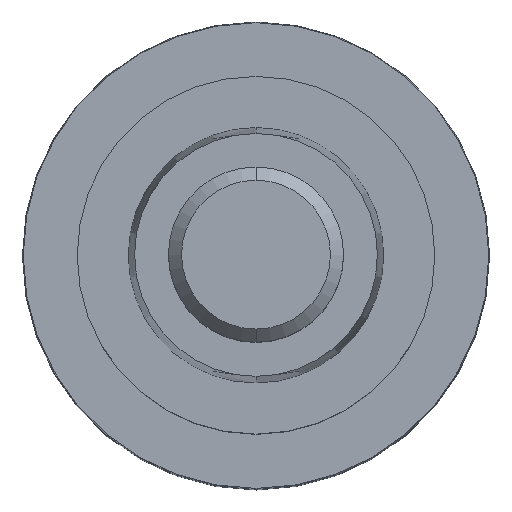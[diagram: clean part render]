
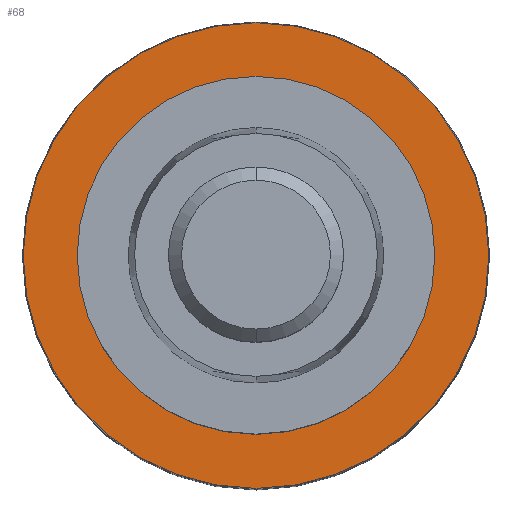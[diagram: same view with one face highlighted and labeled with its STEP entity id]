
A CAD part, top view. The second image highlights one B-rep face of the part: STEP entity #68.
In plain terms, the highlighted planar face has unit normal (0, 0, 1).
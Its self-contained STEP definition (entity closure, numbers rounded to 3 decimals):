
#32=FACE_BOUND('',#109,.T.);
#33=FACE_BOUND('',#110,.T.);
#57=PLANE('',#403);
#68=ADVANCED_FACE('',(#32,#33),#57,.F.);
#109=EDGE_LOOP('',(#170,#171));
#110=EDGE_LOOP('',(#172,#173));
#129=CIRCLE('',#395,15.95);
#133=CIRCLE('',#400,15.95);
#134=CIRCLE('',#401,12.25);
#135=CIRCLE('',#402,12.25);
#170=ORIENTED_EDGE('',*,*,#245,.F.);
#171=ORIENTED_EDGE('',*,*,#249,.F.);
#172=ORIENTED_EDGE('',*,*,#250,.F.);
#173=ORIENTED_EDGE('',*,*,#251,.F.);
#220=VERTEX_POINT('',#576);
#222=VERTEX_POINT('',#579);
#224=VERTEX_POINT('',#664);
#225=VERTEX_POINT('',#665);
#245=EDGE_CURVE('',#220,#222,#129,.T.);
#249=EDGE_CURVE('',#222,#220,#133,.T.);
#250=EDGE_CURVE('',#224,#225,#134,.T.);
#251=EDGE_CURVE('',#225,#224,#135,.T.);
#395=AXIS2_PLACEMENT_3D('',#578,#473,#474);
#400=AXIS2_PLACEMENT_3D('',#613,#483,#484);
#401=AXIS2_PLACEMENT_3D('',#663,#485,#486);
#402=AXIS2_PLACEMENT_3D('',#666,#487,#488);
#403=AXIS2_PLACEMENT_3D('',#667,#489,#490);
#473=DIRECTION('',(0.,0.,-1.));
#474=DIRECTION('',(0.,1.,0.));
#483=DIRECTION('',(0.,0.,-1.));
#484=DIRECTION('',(0.,-1.,0.));
#485=DIRECTION('',(0.,0.,1.));
#486=DIRECTION('',(0.,1.,0.));
#487=DIRECTION('',(0.,0.,1.));
#488=DIRECTION('',(0.,-1.,0.));
#489=DIRECTION('',(0.,0.,-1.));
#490=DIRECTION('',(0.,1.,0.));
#576=CARTESIAN_POINT('',(0.,15.95,34.));
#578=CARTESIAN_POINT('',(0.,0.,34.));
#579=CARTESIAN_POINT('',(0.,-15.95,34.));
#613=CARTESIAN_POINT('',(0.,0.,34.));
#663=CARTESIAN_POINT('',(0.,0.,34.));
#664=CARTESIAN_POINT('',(0.,12.25,34.));
#665=CARTESIAN_POINT('',(0.,-12.25,34.));
#666=CARTESIAN_POINT('',(0.,0.,34.));
#667=CARTESIAN_POINT('',(0.,0.,34.));
